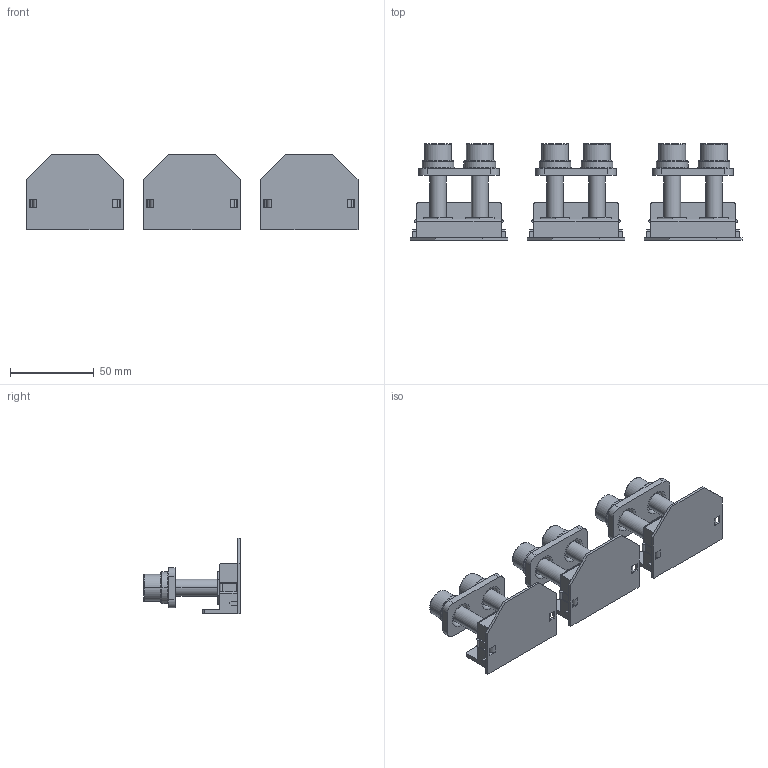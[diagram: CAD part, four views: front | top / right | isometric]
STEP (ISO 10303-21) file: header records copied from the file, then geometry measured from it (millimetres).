
FILE_DESCRIPTION((''),'2;1');
FILE_NAME('1SDH002065A1344_IGES','2019-07-12T',('ITSTCAR1'),(''),'CREO PARAMETRIC BY PTC INC, 2016050','CREO PARAMETRIC BY PTC INC, 2016050','');
FILE_SCHEMA(('AUTOMOTIVE_DESIGN { 1 0 10303 214 1 1 1 1 }'));
Length unit declared in the file: millimetre
Products named in the file (1): 1SDH002065A1344_IGES
Bounding box: 198.5 x 57.8 x 45 mm (x, y, z)
Volume: 99214.2 mm3; surface area: 55768.3 mm2
Topology: 3 solids, 9 shells, 810 faces, 2168 edges, 1436 vertices
Faces by surface type: plane 531, cylinder 231, torus 48
Entity records: 31603 total; most frequent: CARTESIAN_POINT 4416, DIRECTION 4339, ORIENTED_EDGE 4336, EDGE_CURVE 2168, VECTOR 1617, LINE 1617, VERTEX_POINT 1436, AXIS2_PLACEMENT_3D 1361
